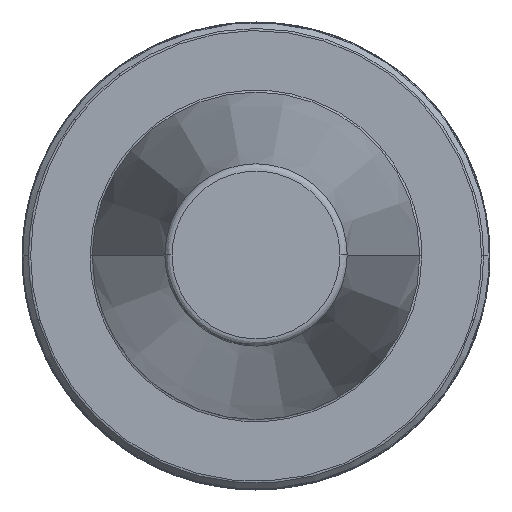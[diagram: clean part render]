
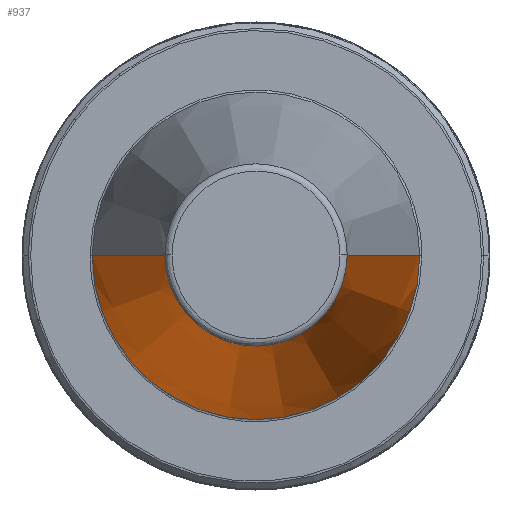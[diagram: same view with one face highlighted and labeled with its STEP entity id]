
A CAD part, top view. The second image highlights one B-rep face of the part: STEP entity #937.
In plain terms, the highlighted conical face has half-angle 8.297 degrees and reference radius 22.225 mm.
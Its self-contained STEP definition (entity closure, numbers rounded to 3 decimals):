
#10 = ORIENTED_EDGE ( 'NONE', *, *, #2819, .T. ) ;
#238 = VERTEX_POINT ( 'NONE', #1276 ) ;
#317 = CIRCLE ( 'NONE', #630, 22.225 ) ;
#337 = DIRECTION ( 'NONE',  ( 0., 0., 1. ) ) ;
#401 = CARTESIAN_POINT ( 'NONE',  ( -12.375, 0., 67.544 ) ) ;
#402 = ORIENTED_EDGE ( 'NONE', *, *, #676, .F. ) ;
#448 = ORIENTED_EDGE ( 'NONE', *, *, #882, .T. ) ;
#630 = AXIS2_PLACEMENT_3D ( 'NONE', #1796, #337, #2024 ) ;
#653 = CARTESIAN_POINT ( 'NONE',  ( -22.225, 0., 0. ) ) ;
#676 = EDGE_CURVE ( 'NONE', #1446, #238, #2573, .T. ) ;
#853 = EDGE_LOOP ( 'NONE', ( #402, #448, #1473, #10 ) ) ;
#882 = EDGE_CURVE ( 'NONE', #1446, #2351, #2157, .T. ) ;
#937 = ADVANCED_FACE ( 'NONE', ( #3022 ), #1698, .T. ) ;
#1224 = EDGE_CURVE ( 'NONE', #2351, #2958, #3042, .T. ) ;
#1276 = CARTESIAN_POINT ( 'NONE',  ( 22.225, 0., 0. ) ) ;
#1376 = DIRECTION ( 'NONE',  ( -1., 0., 0. ) ) ;
#1402 = DIRECTION ( 'NONE',  ( 0., 0., -1. ) ) ;
#1446 = VERTEX_POINT ( 'NONE', #1490 ) ;
#1455 = VECTOR ( 'NONE', #2316, 1000. ) ;
#1473 = ORIENTED_EDGE ( 'NONE', *, *, #1224, .T. ) ;
#1490 = CARTESIAN_POINT ( 'NONE',  ( 12.375, 0., 67.544 ) ) ;
#1620 = CARTESIAN_POINT ( 'NONE',  ( 0., 0., 0. ) ) ;
#1654 = AXIS2_PLACEMENT_3D ( 'NONE', #2916, #2694, #2137 ) ;
#1698 = CONICAL_SURFACE ( 'NONE', #2051, 22.225, 0.145 ) ;
#1796 = CARTESIAN_POINT ( 'NONE',  ( 0., 0., 0. ) ) ;
#2024 = DIRECTION ( 'NONE',  ( -1., 0., 0. ) ) ;
#2051 = AXIS2_PLACEMENT_3D ( 'NONE', #1620, #1402, #1376 ) ;
#2137 = DIRECTION ( 'NONE',  ( -1., 0., 0. ) ) ;
#2157 = CIRCLE ( 'NONE', #1654, 12.375 ) ;
#2316 = DIRECTION ( 'NONE',  ( -0.144, 0., -0.99 ) ) ;
#2351 = VERTEX_POINT ( 'NONE', #401 ) ;
#2476 = CARTESIAN_POINT ( 'NONE',  ( -22.225, 0., 0. ) ) ;
#2490 = VECTOR ( 'NONE', #2840, 1000. ) ;
#2573 = LINE ( 'NONE', #2903, #2490 ) ;
#2694 = DIRECTION ( 'NONE',  ( 0., 0., -1. ) ) ;
#2819 = EDGE_CURVE ( 'NONE', #2958, #238, #317, .T. ) ;
#2840 = DIRECTION ( 'NONE',  ( 0.144, 0., -0.99 ) ) ;
#2903 = CARTESIAN_POINT ( 'NONE',  ( 22.225, 0., 0. ) ) ;
#2916 = CARTESIAN_POINT ( 'NONE',  ( 0., 0., 67.544 ) ) ;
#2958 = VERTEX_POINT ( 'NONE', #2476 ) ;
#3022 = FACE_OUTER_BOUND ( 'NONE', #853, .T. ) ;
#3042 = LINE ( 'NONE', #653, #1455 ) ;
